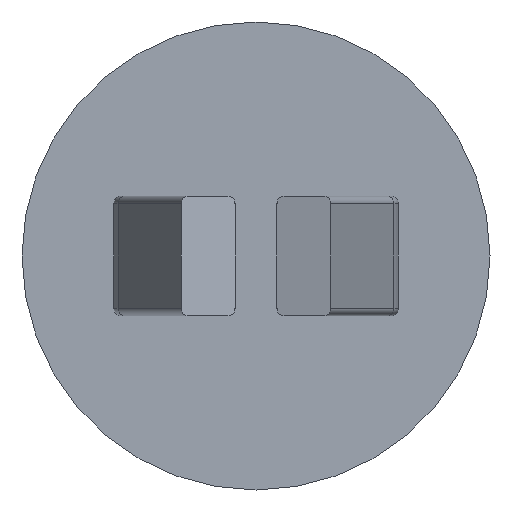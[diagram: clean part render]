
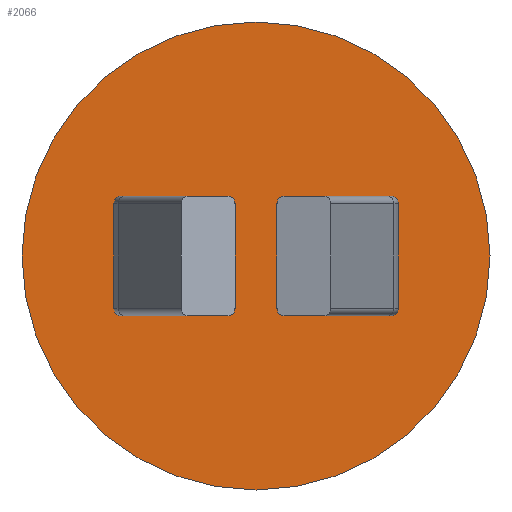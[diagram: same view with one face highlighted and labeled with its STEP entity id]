
A CAD part, front view. The second image highlights one B-rep face of the part: STEP entity #2066.
In plain terms, the highlighted planar face has unit normal (0, -1, 0).
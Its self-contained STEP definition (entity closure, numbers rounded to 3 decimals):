
#95=(
BOUNDED_CURVE()
B_SPLINE_CURVE(3,(#2890,#2891,#2892,#2893),.UNSPECIFIED.,.F.,.F.)
B_SPLINE_CURVE_WITH_KNOTS((4,4),(4.712,6.283),
 .UNSPECIFIED.)
CURVE()
GEOMETRIC_REPRESENTATION_ITEM()
RATIONAL_B_SPLINE_CURVE((1.,0.805,0.805,1.))
REPRESENTATION_ITEM('')
);
#96=(
BOUNDED_CURVE()
B_SPLINE_CURVE(3,(#2897,#2898,#2899,#2900),.UNSPECIFIED.,.F.,.F.)
B_SPLINE_CURVE_WITH_KNOTS((4,4),(3.142,4.712),
 .UNSPECIFIED.)
CURVE()
GEOMETRIC_REPRESENTATION_ITEM()
RATIONAL_B_SPLINE_CURVE((1.,0.805,0.805,1.))
REPRESENTATION_ITEM('')
);
#97=(
BOUNDED_CURVE()
B_SPLINE_CURVE(3,(#2904,#2905,#2906,#2907),.UNSPECIFIED.,.F.,.F.)
B_SPLINE_CURVE_WITH_KNOTS((4,4),(1.571,3.142),
 .UNSPECIFIED.)
CURVE()
GEOMETRIC_REPRESENTATION_ITEM()
RATIONAL_B_SPLINE_CURVE((1.,0.805,0.805,1.))
REPRESENTATION_ITEM('')
);
#98=(
BOUNDED_CURVE()
B_SPLINE_CURVE(3,(#2911,#2912,#2913,#2914),.UNSPECIFIED.,.F.,.F.)
B_SPLINE_CURVE_WITH_KNOTS((4,4),(0.,1.571),
 .UNSPECIFIED.)
CURVE()
GEOMETRIC_REPRESENTATION_ITEM()
RATIONAL_B_SPLINE_CURVE((1.,0.805,0.805,1.))
REPRESENTATION_ITEM('')
);
#99=(
BOUNDED_CURVE()
B_SPLINE_CURVE(3,(#2915,#2916,#2917,#2918),.UNSPECIFIED.,.F.,.F.)
B_SPLINE_CURVE_WITH_KNOTS((4,4),(1.571,3.142),
 .UNSPECIFIED.)
CURVE()
GEOMETRIC_REPRESENTATION_ITEM()
RATIONAL_B_SPLINE_CURVE((1.,0.805,0.805,1.))
REPRESENTATION_ITEM('')
);
#100=(
BOUNDED_CURVE()
B_SPLINE_CURVE(3,(#2923,#2924,#2925,#2926),.UNSPECIFIED.,.F.,.F.)
B_SPLINE_CURVE_WITH_KNOTS((4,4),(0.,1.571),
 .UNSPECIFIED.)
CURVE()
GEOMETRIC_REPRESENTATION_ITEM()
RATIONAL_B_SPLINE_CURVE((1.,0.805,0.805,1.))
REPRESENTATION_ITEM('')
);
#101=(
BOUNDED_CURVE()
B_SPLINE_CURVE(3,(#2930,#2931,#2932,#2933),.UNSPECIFIED.,.F.,.F.)
B_SPLINE_CURVE_WITH_KNOTS((4,4),(4.712,6.283),
 .UNSPECIFIED.)
CURVE()
GEOMETRIC_REPRESENTATION_ITEM()
RATIONAL_B_SPLINE_CURVE((1.,0.805,0.805,1.))
REPRESENTATION_ITEM('')
);
#102=(
BOUNDED_CURVE()
B_SPLINE_CURVE(3,(#2937,#2938,#2939,#2940),.UNSPECIFIED.,.F.,.F.)
B_SPLINE_CURVE_WITH_KNOTS((4,4),(3.142,4.712),
 .UNSPECIFIED.)
CURVE()
GEOMETRIC_REPRESENTATION_ITEM()
RATIONAL_B_SPLINE_CURVE((1.,0.805,0.805,1.))
REPRESENTATION_ITEM('')
);
#103=LINE('',#2887,#191);
#104=LINE('',#2895,#192);
#105=LINE('',#2902,#193);
#106=LINE('',#2909,#194);
#107=LINE('',#2921,#195);
#108=LINE('',#2928,#196);
#109=LINE('',#2935,#197);
#110=LINE('',#2942,#198);
#191=VECTOR('',#2383,1000.);
#192=VECTOR('',#2384,1000.);
#193=VECTOR('',#2385,1000.);
#194=VECTOR('',#2386,1000.);
#195=VECTOR('',#2387,1000.);
#196=VECTOR('',#2388,1000.);
#197=VECTOR('',#2389,1000.);
#198=VECTOR('',#2390,1000.);
#279=ORIENTED_EDGE('',*,*,#711,.F.);
#280=ORIENTED_EDGE('',*,*,#712,.F.);
#281=ORIENTED_EDGE('',*,*,#713,.F.);
#282=ORIENTED_EDGE('',*,*,#714,.F.);
#283=ORIENTED_EDGE('',*,*,#715,.F.);
#284=ORIENTED_EDGE('',*,*,#716,.F.);
#285=ORIENTED_EDGE('',*,*,#717,.F.);
#286=ORIENTED_EDGE('',*,*,#718,.F.);
#287=ORIENTED_EDGE('',*,*,#719,.F.);
#288=ORIENTED_EDGE('',*,*,#720,.F.);
#289=ORIENTED_EDGE('',*,*,#721,.F.);
#290=ORIENTED_EDGE('',*,*,#722,.F.);
#291=ORIENTED_EDGE('',*,*,#723,.F.);
#292=ORIENTED_EDGE('',*,*,#724,.F.);
#293=ORIENTED_EDGE('',*,*,#725,.F.);
#294=ORIENTED_EDGE('',*,*,#726,.F.);
#295=ORIENTED_EDGE('',*,*,#727,.F.);
#296=ORIENTED_EDGE('',*,*,#728,.F.);
#711=EDGE_CURVE('',#927,#928,#1051,.T.);
#712=EDGE_CURVE('',#928,#927,#1052,.T.);
#713=EDGE_CURVE('',#929,#930,#103,.T.);
#714=EDGE_CURVE('',#931,#929,#95,.T.);
#715=EDGE_CURVE('',#932,#931,#104,.T.);
#716=EDGE_CURVE('',#933,#932,#96,.T.);
#717=EDGE_CURVE('',#934,#933,#105,.T.);
#718=EDGE_CURVE('',#935,#934,#97,.T.);
#719=EDGE_CURVE('',#936,#935,#106,.T.);
#720=EDGE_CURVE('',#930,#936,#98,.T.);
#721=EDGE_CURVE('',#937,#938,#99,.T.);
#722=EDGE_CURVE('',#939,#937,#107,.T.);
#723=EDGE_CURVE('',#940,#939,#100,.T.);
#724=EDGE_CURVE('',#941,#940,#108,.T.);
#725=EDGE_CURVE('',#942,#941,#101,.T.);
#726=EDGE_CURVE('',#943,#942,#109,.T.);
#727=EDGE_CURVE('',#944,#943,#102,.T.);
#728=EDGE_CURVE('',#938,#944,#110,.T.);
#927=VERTEX_POINT('',#2884);
#928=VERTEX_POINT('',#2885);
#929=VERTEX_POINT('',#2888);
#930=VERTEX_POINT('',#2889);
#931=VERTEX_POINT('',#2894);
#932=VERTEX_POINT('',#2896);
#933=VERTEX_POINT('',#2901);
#934=VERTEX_POINT('',#2903);
#935=VERTEX_POINT('',#2908);
#936=VERTEX_POINT('',#2910);
#937=VERTEX_POINT('',#2919);
#938=VERTEX_POINT('',#2920);
#939=VERTEX_POINT('',#2922);
#940=VERTEX_POINT('',#2927);
#941=VERTEX_POINT('',#2929);
#942=VERTEX_POINT('',#2934);
#943=VERTEX_POINT('',#2936);
#944=VERTEX_POINT('',#2941);
#1051=CIRCLE('',#2168,1.588);
#1052=CIRCLE('',#2169,1.588);
#1163=EDGE_LOOP('',(#279,#280));
#1164=EDGE_LOOP('',(#281,#282,#283,#284,#285,#286,#287,#288));
#1165=EDGE_LOOP('',(#289,#290,#291,#292,#293,#294,#295,#296));
#1263=FACE_BOUND('',#1163,.T.);
#1264=FACE_BOUND('',#1164,.T.);
#1265=FACE_BOUND('',#1165,.T.);
#1363=PLANE('',#2167);
#2066=ADVANCED_FACE('',(#1263,#1264,#1265),#1363,.F.);
#2167=AXIS2_PLACEMENT_3D('',#2882,#2377,#2378);
#2168=AXIS2_PLACEMENT_3D('',#2883,#2379,#2380);
#2169=AXIS2_PLACEMENT_3D('',#2886,#2381,#2382);
#2377=DIRECTION('',(0.,1.,0.));
#2378=DIRECTION('',(0.,0.,1.));
#2379=DIRECTION('',(0.,1.,0.));
#2380=DIRECTION('',(0.,0.,1.));
#2381=DIRECTION('',(0.,1.,0.));
#2382=DIRECTION('',(0.,0.,1.));
#2383=DIRECTION('',(0.,0.,-1.));
#2384=DIRECTION('',(-1.,0.,0.));
#2385=DIRECTION('',(0.,0.,1.));
#2386=DIRECTION('',(1.,0.,0.));
#2387=DIRECTION('',(1.,0.,0.));
#2388=DIRECTION('',(0.,0.,-1.));
#2389=DIRECTION('',(-1.,0.,0.));
#2390=DIRECTION('',(0.,0.,1.));
#2882=CARTESIAN_POINT('',(0.,0.,0.));
#2883=CARTESIAN_POINT('',(0.,0.,0.));
#2884=CARTESIAN_POINT('',(0.,0.,-1.588));
#2885=CARTESIAN_POINT('',(0.,0.,1.588));
#2886=CARTESIAN_POINT('',(0.,0.,0.));
#2887=CARTESIAN_POINT('',(0.209,0.,-0.356));
#2888=CARTESIAN_POINT('',(0.209,0.,0.356));
#2889=CARTESIAN_POINT('',(0.209,0.,-0.356));
#2890=CARTESIAN_POINT('',(0.261,0.,0.406));
#2891=CARTESIAN_POINT('',(0.23,0.,0.406));
#2892=CARTESIAN_POINT('',(0.209,0.,0.385));
#2893=CARTESIAN_POINT('',(0.209,0.,0.356));
#2894=CARTESIAN_POINT('',(0.261,0.,0.406));
#2895=CARTESIAN_POINT('',(0.623,0.,0.406));
#2896=CARTESIAN_POINT('',(0.548,0.,0.406));
#2897=CARTESIAN_POINT('',(0.601,0.,0.356));
#2898=CARTESIAN_POINT('',(0.601,0.,0.385));
#2899=CARTESIAN_POINT('',(0.579,0.,0.406));
#2900=CARTESIAN_POINT('',(0.548,0.,0.406));
#2901=CARTESIAN_POINT('',(0.601,0.,0.356));
#2902=CARTESIAN_POINT('',(0.601,0.,-0.356));
#2903=CARTESIAN_POINT('',(0.601,0.,-0.356));
#2904=CARTESIAN_POINT('',(0.548,0.,-0.406));
#2905=CARTESIAN_POINT('',(0.579,0.,-0.406));
#2906=CARTESIAN_POINT('',(0.601,0.,-0.385));
#2907=CARTESIAN_POINT('',(0.601,0.,-0.356));
#2908=CARTESIAN_POINT('',(0.548,0.,-0.406));
#2909=CARTESIAN_POINT('',(0.623,0.,-0.406));
#2910=CARTESIAN_POINT('',(0.261,0.,-0.406));
#2911=CARTESIAN_POINT('',(0.209,0.,-0.356));
#2912=CARTESIAN_POINT('',(0.209,0.,-0.385));
#2913=CARTESIAN_POINT('',(0.23,0.,-0.406));
#2914=CARTESIAN_POINT('',(0.261,0.,-0.406));
#2915=CARTESIAN_POINT('',(-0.261,0.,-0.406));
#2916=CARTESIAN_POINT('',(-0.23,0.,-0.406));
#2917=CARTESIAN_POINT('',(-0.209,0.,-0.385));
#2918=CARTESIAN_POINT('',(-0.209,0.,-0.356));
#2919=CARTESIAN_POINT('',(-0.261,0.,-0.406));
#2920=CARTESIAN_POINT('',(-0.209,0.,-0.356));
#2921=CARTESIAN_POINT('',(-0.107,0.,-0.406));
#2922=CARTESIAN_POINT('',(-0.548,0.,-0.406));
#2923=CARTESIAN_POINT('',(-0.601,0.,-0.356));
#2924=CARTESIAN_POINT('',(-0.601,0.,-0.385));
#2925=CARTESIAN_POINT('',(-0.579,0.,-0.406));
#2926=CARTESIAN_POINT('',(-0.548,0.,-0.406));
#2927=CARTESIAN_POINT('',(-0.601,0.,-0.356));
#2928=CARTESIAN_POINT('',(-0.601,0.,-0.356));
#2929=CARTESIAN_POINT('',(-0.601,0.,0.356));
#2930=CARTESIAN_POINT('',(-0.548,0.,0.406));
#2931=CARTESIAN_POINT('',(-0.579,0.,0.406));
#2932=CARTESIAN_POINT('',(-0.601,0.,0.385));
#2933=CARTESIAN_POINT('',(-0.601,0.,0.356));
#2934=CARTESIAN_POINT('',(-0.548,0.,0.406));
#2935=CARTESIAN_POINT('',(-0.107,0.,0.406));
#2936=CARTESIAN_POINT('',(-0.261,0.,0.406));
#2937=CARTESIAN_POINT('',(-0.209,0.,0.356));
#2938=CARTESIAN_POINT('',(-0.209,0.,0.385));
#2939=CARTESIAN_POINT('',(-0.23,0.,0.406));
#2940=CARTESIAN_POINT('',(-0.261,0.,0.406));
#2941=CARTESIAN_POINT('',(-0.209,0.,0.356));
#2942=CARTESIAN_POINT('',(-0.209,0.,-0.356));
